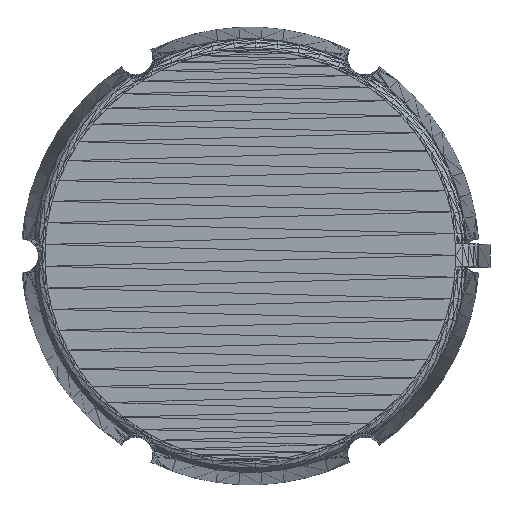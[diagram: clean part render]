
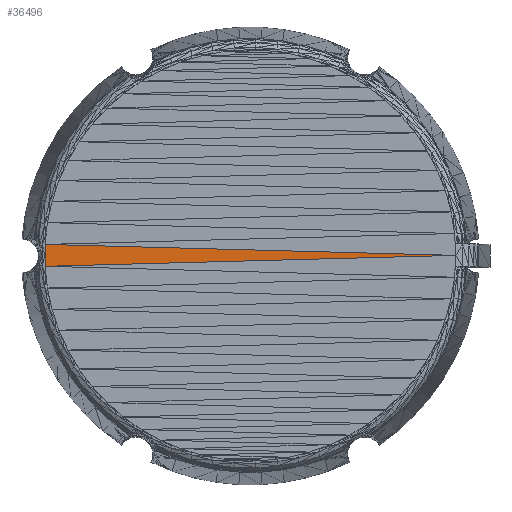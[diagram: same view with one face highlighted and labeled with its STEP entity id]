
A CAD part, top view. The second image highlights one B-rep face of the part: STEP entity #36496.
In plain terms, the highlighted planar face has unit normal (0, 0, 1).
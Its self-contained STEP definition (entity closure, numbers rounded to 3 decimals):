
#35911 = VERTEX_POINT('',#35912);
#35912 = CARTESIAN_POINT('',(8.976,0.,28.));
#36148 = EDGE_CURVE('',#36149,#35911,#36151,.T.);
#36149 = VERTEX_POINT('',#36150);
#36150 = CARTESIAN_POINT('',(-8.963,-0.478,28.));
#36151 = LINE('',#36152,#36153);
#36152 = CARTESIAN_POINT('',(-8.963,-0.478,28.));
#36153 = VECTOR('',#36154,1.);
#36154 = DIRECTION('',(1.,0.027,0.));
#36424 = VERTEX_POINT('',#36425);
#36425 = CARTESIAN_POINT('',(-8.963,0.478,28.));
#36431 = EDGE_CURVE('',#36424,#35911,#36432,.T.);
#36432 = LINE('',#36433,#36434);
#36433 = CARTESIAN_POINT('',(-8.963,0.478,28.));
#36434 = VECTOR('',#36435,1.);
#36435 = DIRECTION('',(1.,-0.027,0.));
#36496 = ADVANCED_FACE('',(#36497),#36507,.T.);
#36497 = FACE_BOUND('',#36498,.T.);
#36498 = EDGE_LOOP('',(#36499,#36500,#36501));
#36499 = ORIENTED_EDGE('',*,*,#36148,.T.);
#36500 = ORIENTED_EDGE('',*,*,#36431,.F.);
#36501 = ORIENTED_EDGE('',*,*,#36502,.F.);
#36502 = EDGE_CURVE('',#36149,#36424,#36503,.T.);
#36503 = LINE('',#36504,#36505);
#36504 = CARTESIAN_POINT('',(-8.963,-0.478,28.));
#36505 = VECTOR('',#36506,1.);
#36506 = DIRECTION('',(0.,1.,0.));
#36507 = PLANE('',#36508);
#36508 = AXIS2_PLACEMENT_3D('',#36509,#36510,#36511);
#36509 = CARTESIAN_POINT('',(-0.226,0.,28.));
#36510 = DIRECTION('',(0.,0.,1.));
#36511 = DIRECTION('',(1.,0.,0.));
